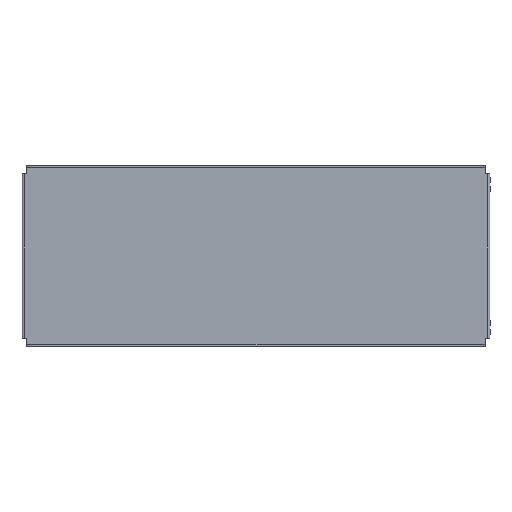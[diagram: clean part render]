
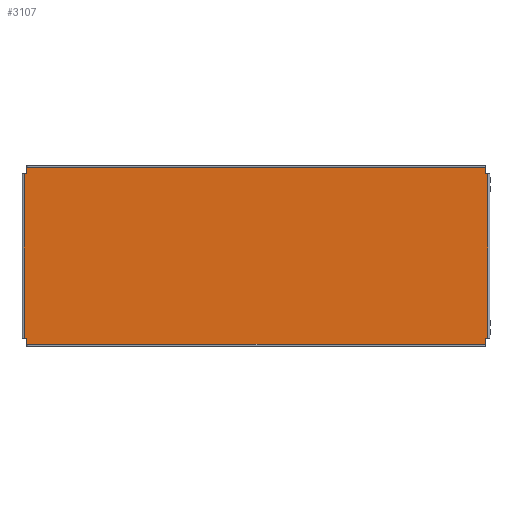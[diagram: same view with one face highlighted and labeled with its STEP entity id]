
A CAD part, top view. The second image highlights one B-rep face of the part: STEP entity #3107.
In plain terms, the highlighted planar face has unit normal (0, 0, 1).
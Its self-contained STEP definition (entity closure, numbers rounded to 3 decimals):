
#175 = EDGE_CURVE ( 'NONE', #570, #502, #2628, .T. ) ;
#176 = EDGE_CURVE ( 'NONE', #570, #574, #2401, .T. ) ;
#177 = EDGE_CURVE ( 'NONE', #499, #574, #2478, .T. ) ;
#178 = EDGE_CURVE ( 'NONE', #569, #499, #2400, .T. ) ;
#179 = EDGE_CURVE ( 'NONE', #501, #569, #2324, .T. ) ;
#180 = EDGE_CURVE ( 'NONE', #501, #577, #2248, .T. ) ;
#181 = EDGE_CURVE ( 'NONE', #575, #577, #2172, .T. ) ;
#182 = EDGE_CURVE ( 'NONE', #575, #572, #2704, .T. ) ;
#183 = EDGE_CURVE ( 'NONE', #573, #572, #2627, .T. ) ;
#184 = EDGE_CURVE ( 'NONE', #580, #573, #2552, .T. ) ;
#185 = EDGE_CURVE ( 'NONE', #578, #580, #2477, .T. ) ;
#186 = EDGE_CURVE ( 'NONE', #578, #502, #2399, .T. ) ;
#412 = AXIS2_PLACEMENT_3D ( 'NONE', #2100, #2073, #2071 ) ;
#499 = VERTEX_POINT ( 'NONE', #1740 ) ;
#501 = VERTEX_POINT ( 'NONE', #1738 ) ;
#502 = VERTEX_POINT ( 'NONE', #1737 ) ;
#569 = VERTEX_POINT ( 'NONE', #1646 ) ;
#570 = VERTEX_POINT ( 'NONE', #1645 ) ;
#572 = VERTEX_POINT ( 'NONE', #1643 ) ;
#573 = VERTEX_POINT ( 'NONE', #1641 ) ;
#574 = VERTEX_POINT ( 'NONE', #1640 ) ;
#575 = VERTEX_POINT ( 'NONE', #1639 ) ;
#577 = VERTEX_POINT ( 'NONE', #1637 ) ;
#578 = VERTEX_POINT ( 'NONE', #1634 ) ;
#580 = VERTEX_POINT ( 'NONE', #1630 ) ;
#848 = ORIENTED_EDGE ( 'NONE', *, *, #186, .F. ) ;
#849 = ORIENTED_EDGE ( 'NONE', *, *, #185, .T. ) ;
#850 = ORIENTED_EDGE ( 'NONE', *, *, #184, .T. ) ;
#851 = ORIENTED_EDGE ( 'NONE', *, *, #183, .T. ) ;
#852 = ORIENTED_EDGE ( 'NONE', *, *, #182, .F. ) ;
#853 = ORIENTED_EDGE ( 'NONE', *, *, #181, .T. ) ;
#854 = ORIENTED_EDGE ( 'NONE', *, *, #180, .F. ) ;
#855 = ORIENTED_EDGE ( 'NONE', *, *, #179, .T. ) ;
#856 = ORIENTED_EDGE ( 'NONE', *, *, #178, .T. ) ;
#857 = ORIENTED_EDGE ( 'NONE', *, *, #177, .T. ) ;
#858 = ORIENTED_EDGE ( 'NONE', *, *, #176, .F. ) ;
#859 = ORIENTED_EDGE ( 'NONE', *, *, #175, .T. ) ;
#978 = EDGE_LOOP ( 'NONE', ( #848, #849, #850, #851, #852, #853, #854, #855, #856, #857, #858, #859 ) ) ;
#1298 = DIRECTION ( 'NONE',  ( 1., 0., 0. ) ) ;
#1300 = CARTESIAN_POINT ( 'NONE',  ( -347., 122.5, 2. ) ) ;
#1301 = DIRECTION ( 'NONE',  ( 0., -1., 0. ) ) ;
#1304 = CARTESIAN_POINT ( 'NONE',  ( -346., 122.5, 2. ) ) ;
#1305 = DIRECTION ( 'NONE',  ( 1., 0., 0. ) ) ;
#1306 = CARTESIAN_POINT ( 'NONE',  ( -347., -122.5, 2. ) ) ;
#1307 = DIRECTION ( 'NONE',  ( 0., -1., 0. ) ) ;
#1308 = CARTESIAN_POINT ( 'NONE',  ( -342., 132.5, 2. ) ) ;
#1310 = DIRECTION ( 'NONE',  ( -1., 0., 0. ) ) ;
#1312 = CARTESIAN_POINT ( 'NONE',  ( 342., -131.5, 2. ) ) ;
#1313 = DIRECTION ( 'NONE',  ( 0., 1., 0. ) ) ;
#1315 = CARTESIAN_POINT ( 'NONE',  ( 342., 132.5, 2. ) ) ;
#1316 = DIRECTION ( 'NONE',  ( -1., 0., 0. ) ) ;
#1317 = CARTESIAN_POINT ( 'NONE',  ( 347., -122.5, 2. ) ) ;
#1318 = DIRECTION ( 'NONE',  ( 0., 1., 0. ) ) ;
#1319 = CARTESIAN_POINT ( 'NONE',  ( 346., -122.5, 2. ) ) ;
#1320 = DIRECTION ( 'NONE',  ( -1., 0., 0. ) ) ;
#1322 = CARTESIAN_POINT ( 'NONE',  ( 347., 122.5, 2. ) ) ;
#1323 = DIRECTION ( 'NONE',  ( 0., 1., 0. ) ) ;
#1324 = CARTESIAN_POINT ( 'NONE',  ( 342., 132.5, 2. ) ) ;
#1325 = DIRECTION ( 'NONE',  ( 1., 0., 0. ) ) ;
#1326 = DIRECTION ( 'NONE',  ( 0., -1., 0. ) ) ;
#1329 = CARTESIAN_POINT ( 'NONE',  ( -342., 132.5, 2. ) ) ;
#1351 = CARTESIAN_POINT ( 'NONE',  ( -342., 131.5, 2. ) ) ;
#1630 = CARTESIAN_POINT ( 'NONE',  ( -346., -122.5, 2. ) ) ;
#1634 = CARTESIAN_POINT ( 'NONE',  ( -346., 122.5, 2. ) ) ;
#1637 = CARTESIAN_POINT ( 'NONE',  ( 342., -122.5, 2. ) ) ;
#1639 = CARTESIAN_POINT ( 'NONE',  ( 342., -131.5, 2. ) ) ;
#1640 = CARTESIAN_POINT ( 'NONE',  ( 342., 131.5, 2. ) ) ;
#1641 = CARTESIAN_POINT ( 'NONE',  ( -342., -122.5, 2. ) ) ;
#1643 = CARTESIAN_POINT ( 'NONE',  ( -342., -131.5, 2. ) ) ;
#1645 = CARTESIAN_POINT ( 'NONE',  ( -342., 131.5, 2. ) ) ;
#1646 = CARTESIAN_POINT ( 'NONE',  ( 346., 122.5, 2. ) ) ;
#1737 = CARTESIAN_POINT ( 'NONE',  ( -342., 122.5, 2. ) ) ;
#1738 = CARTESIAN_POINT ( 'NONE',  ( 346., -122.5, 2. ) ) ;
#1740 = CARTESIAN_POINT ( 'NONE',  ( 342., 122.5, 2. ) ) ;
#2071 = DIRECTION ( 'NONE',  ( 1., 0., 0. ) ) ;
#2073 = DIRECTION ( 'NONE',  ( 0., 0., 1. ) ) ;
#2083 = PLANE ( 'NONE',  #412 ) ;
#2100 = CARTESIAN_POINT ( 'NONE',  ( -342., -132.5, 2. ) ) ;
#2134 = VECTOR ( 'NONE', #1316, 1000. ) ;
#2172 = LINE ( 'NONE', #1315, #2665 ) ;
#2210 = VECTOR ( 'NONE', #1318, 1000. ) ;
#2248 = LINE ( 'NONE', #1317, #2134 ) ;
#2285 = VECTOR ( 'NONE', #1298, 1000. ) ;
#2286 = VECTOR ( 'NONE', #1320, 1000. ) ;
#2324 = LINE ( 'NONE', #1319, #2210 ) ;
#2361 = VECTOR ( 'NONE', #1301, 1000. ) ;
#2362 = VECTOR ( 'NONE', #1323, 1000. ) ;
#2399 = LINE ( 'NONE', #1300, #2285 ) ;
#2400 = LINE ( 'NONE', #1322, #2286 ) ;
#2401 = LINE ( 'NONE', #1351, #2438 ) ;
#2437 = VECTOR ( 'NONE', #1305, 1000. ) ;
#2438 = VECTOR ( 'NONE', #1325, 1000. ) ;
#2477 = LINE ( 'NONE', #1304, #2361 ) ;
#2478 = LINE ( 'NONE', #1324, #2362 ) ;
#2514 = VECTOR ( 'NONE', #1307, 1000. ) ;
#2515 = VECTOR ( 'NONE', #1326, 1000. ) ;
#2552 = LINE ( 'NONE', #1306, #2437 ) ;
#2589 = VECTOR ( 'NONE', #1310, 1000. ) ;
#2627 = LINE ( 'NONE', #1308, #2514 ) ;
#2628 = LINE ( 'NONE', #1329, #2515 ) ;
#2665 = VECTOR ( 'NONE', #1313, 1000. ) ;
#2704 = LINE ( 'NONE', #1312, #2589 ) ;
#2932 = FACE_OUTER_BOUND ( 'NONE', #978, .T. ) ;
#3107 = ADVANCED_FACE ( 'NONE', ( #2932 ), #2083, .T. ) ;
